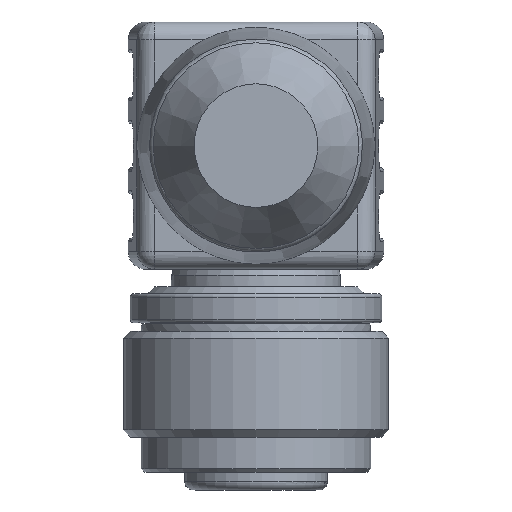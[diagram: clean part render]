
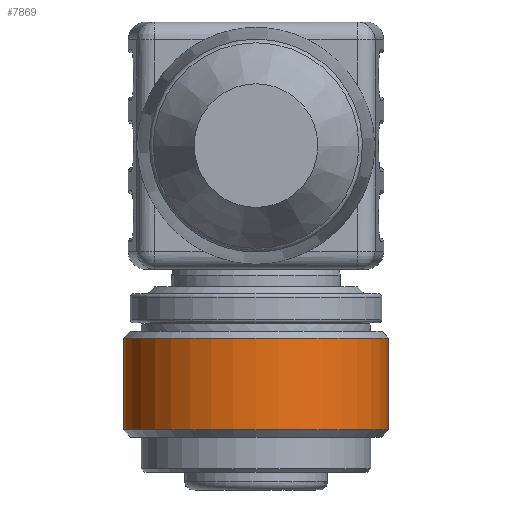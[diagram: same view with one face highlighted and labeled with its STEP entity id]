
A CAD part, left-side view. The second image highlights one B-rep face of the part: STEP entity #7869.
In plain terms, the highlighted cylindrical face has radius 7.5 mm (diameter 15 mm), a full revolution.
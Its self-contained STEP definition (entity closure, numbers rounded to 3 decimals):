
#292=FACE_BOUND($,#3124,.T.);
#1490=CYLINDRICAL_SURFACE($,#8920,7.5);
#2059=CIRCLE($,#8919,7.5);
#2060=CIRCLE($,#8921,7.5);
#2535=FACE_OUTER_BOUND($,#3123,.T.);
#3123=EDGE_LOOP($,(#7236));
#3124=EDGE_LOOP($,(#7237));
#3987=VERTEX_POINT($,#15197);
#3988=VERTEX_POINT($,#15200);
#5084=EDGE_CURVE($,#3987,#3987,#2059,.T.);
#5085=EDGE_CURVE($,#3988,#3988,#2060,.T.);
#7236=ORIENTED_EDGE($,*,*,#5085,.F.);
#7237=ORIENTED_EDGE($,*,*,#5084,.T.);
#7869=ADVANCED_FACE($,(#2535,#292),#1490,.T.);
#8919=AXIS2_PLACEMENT_3D($,#15198,#11375,#11376);
#8920=AXIS2_PLACEMENT_3D($,#15199,#11377,#11378);
#8921=AXIS2_PLACEMENT_3D($,#15201,#11379,#11380);
#11375=DIRECTION('center_axis',(0.,-1.,0.));
#11376=DIRECTION('ref_axis',(-0.559,0.,-0.829));
#11377=DIRECTION('center_axis',(0.,1.,0.));
#11378=DIRECTION('ref_axis',(-0.957,0.,-0.289));
#11379=DIRECTION('center_axis',(0.,-1.,0.));
#11380=DIRECTION('ref_axis',(-0.559,0.,-0.829));
#15197=CARTESIAN_POINT('',(50.,57.6,-7.5));
#15198=CARTESIAN_POINT('Origin',(50.,57.6,0.));
#15199=CARTESIAN_POINT('Origin',(50.,53.44,0.));
#15200=CARTESIAN_POINT('',(50.,52.4,-7.5));
#15201=CARTESIAN_POINT('Origin',(50.,52.4,0.));
